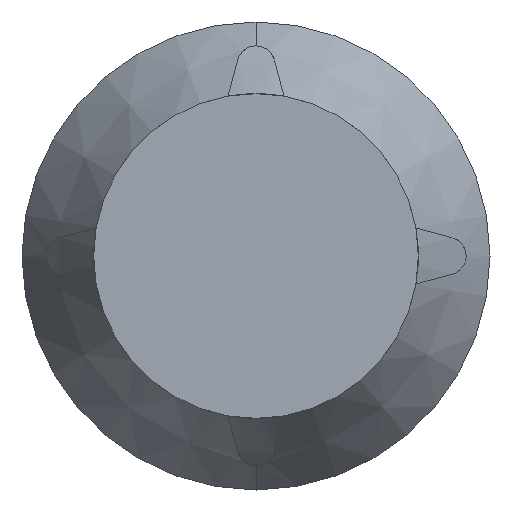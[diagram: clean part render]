
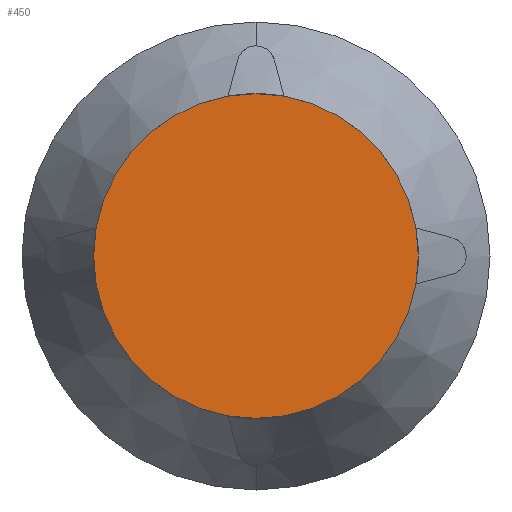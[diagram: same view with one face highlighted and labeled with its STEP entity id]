
A CAD part, front view. The second image highlights one B-rep face of the part: STEP entity #450.
In plain terms, the highlighted planar face has unit normal (0, -1, 0).
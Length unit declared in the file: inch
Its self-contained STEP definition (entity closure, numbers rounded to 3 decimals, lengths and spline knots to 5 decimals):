
#5=CARTESIAN_POINT('',(0.,0.,0.));
#6=DIRECTION('',(0.,-1.,0.));
#7=DIRECTION('',(0.,0.,-1.));
#8=AXIS2_PLACEMENT_3D('',#5,#6,#7);
#66=CARTESIAN_POINT('',(0.,0.,0.));
#67=DIRECTION('',(0.,1.,0.));
#68=DIRECTION('',(0.,0.,-1.));
#69=AXIS2_PLACEMENT_3D('',#66,#67,#68);
#385=CARTESIAN_POINT('',(0.,0.,-0.017));
#386=CARTESIAN_POINT('',(0.,0.,0.017));
#387=VERTEX_POINT('',#385);
#388=VERTEX_POINT('',#386);
#439=CARTESIAN_POINT('',(0.,0.,0.));
#440=DIRECTION('',(0.,1.,0.));
#441=DIRECTION('',(0.,0.,-1.));
#442=AXIS2_PLACEMENT_3D('',#439,#440,#441);
#443=PLANE('',#442);
#445=ORIENTED_EDGE('',*,*,#444,.F.);
#447=ORIENTED_EDGE('',*,*,#446,.T.);
#448=EDGE_LOOP('',(#445,#447));
#449=FACE_OUTER_BOUND('',#448,.F.);
#450=ADVANCED_FACE('',(#449),#443,.F.);
#9=CIRCLE('',#8,0.017);
#70=CIRCLE('',#69,0.017);
#444=EDGE_CURVE('',#387,#388,#9,.T.);
#446=EDGE_CURVE('',#387,#388,#70,.T.);
